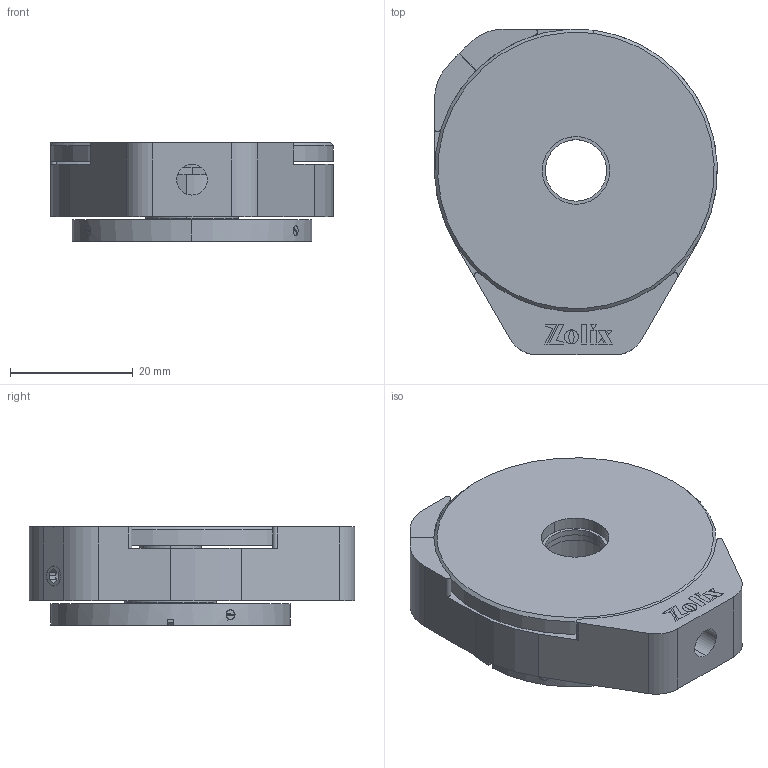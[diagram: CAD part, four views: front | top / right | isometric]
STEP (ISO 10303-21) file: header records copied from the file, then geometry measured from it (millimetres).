
FILE_DESCRIPTION (( 'STEP AP203' ), '1' );
FILE_NAME ('NMPO12.7-R.STEP', '2019-11-19T07:06:34', ( '' ), ( '' ), 'SwSTEP 2.0', 'SolidWorks 2016', '' );
FILE_SCHEMA (( 'CONFIG_CONTROL_DESIGN' ));
Length unit declared in the file: millimetre
Products named in the file (1): NMPO12.7-R
Bounding box: 46 x 53 x 16 mm (x, y, z)
Surface area: 10041.3 mm2 (no closed solid volume)
Topology: 0 solids, 16 shells, 142 faces, 675 edges, 542 vertices
Faces by surface type: plane 81, cylinder 46, cone 15
Entity records: 7100 total; most frequent: CARTESIAN_POINT 1630, DIRECTION 1094, ORIENTED_EDGE 960, EDGE_CURVE 673, VERTEX_POINT 542, VECTOR 474, LINE 474, AXIS2_PLACEMENT_3D 310
